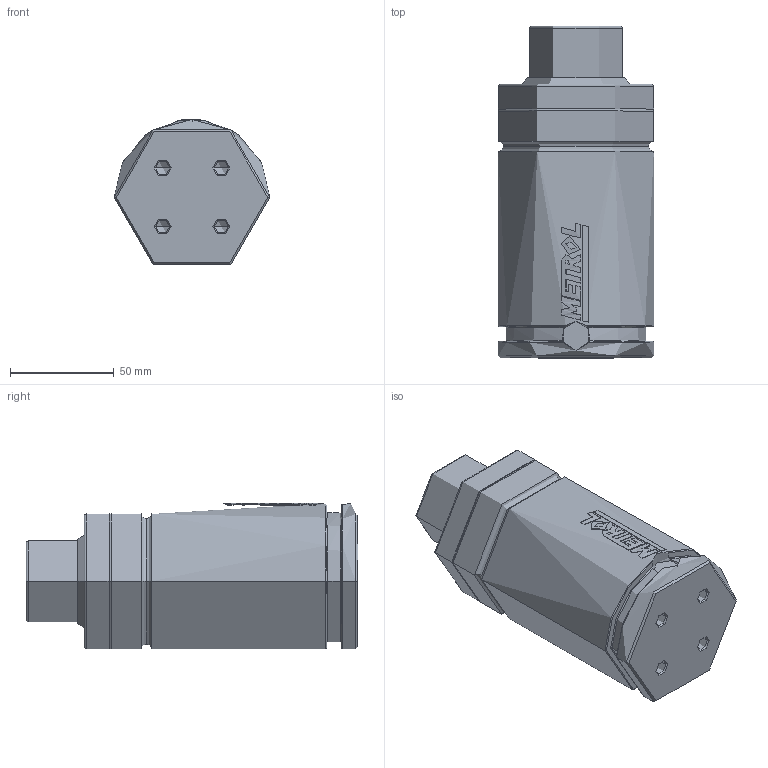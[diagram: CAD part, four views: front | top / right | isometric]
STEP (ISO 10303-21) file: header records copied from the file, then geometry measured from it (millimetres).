
FILE_DESCRIPTION (( 'STEP AP214' ), '1' );
FILE_NAME ('HS-MX2400-025.STEP', '2019-07-12T13:38:16', ( 'Metrol Springs' ), ( 'Hewlett-Packard Company' ), 'SwSTEP 2.0', 'SolidWorks 2017', '' );
FILE_SCHEMA (( 'AUTOMOTIVE_DESIGN' ));
Length unit declared in the file: millimetre
Products named in the file (3): HS-MX2400-025; HS-MX2400 Body_HS-MX2400-025; HS-MX2400 Piston_HS-MX2400-025
Assembly tree (2 placements, depth 2):
  HS-MX2400-025
    HS-MX2400 Body_HS-MX2400-025
    HS-MX2400 Piston_HS-MX2400-025
Bounding box: 75 x 160 x 70.08 mm (x, y, z)
Volume: 550310.3 mm3; surface area: 72829.8 mm2
Topology: 7 solids, 7 shells, 158 faces, 375 edges, 231 vertices
Faces by surface type: cylinder 41, bspline 40, plane 31, cone 24, torus 22
Entity records: 6850 total; most frequent: CARTESIAN_POINT 3143, ORIENTED_EDGE 730, DIRECTION 618, EDGE_CURVE 365, AXIS2_PLACEMENT_3D 239, VERTEX_POINT 231, EDGE_LOOP 172, ADVANCED_FACE 158
